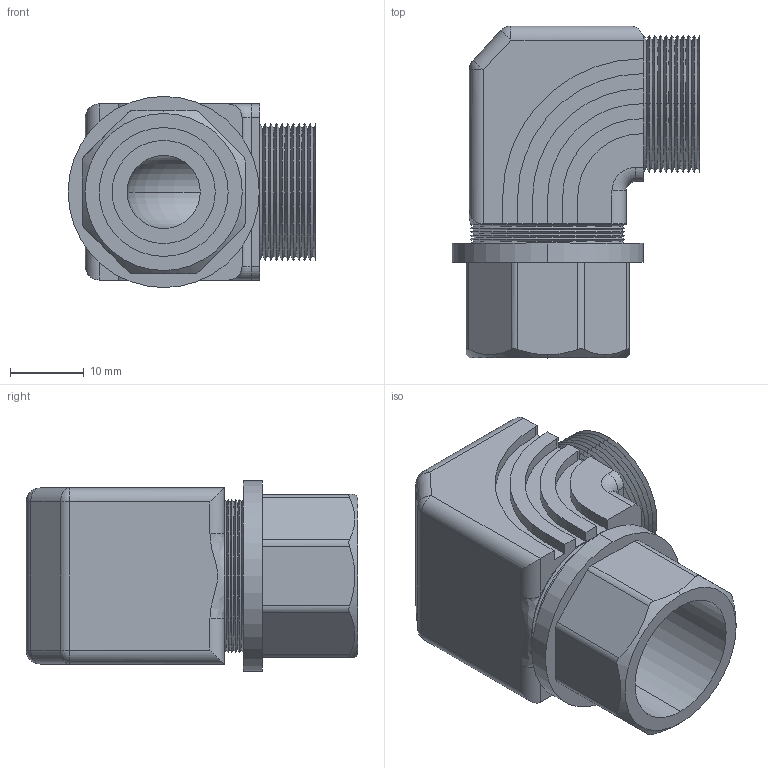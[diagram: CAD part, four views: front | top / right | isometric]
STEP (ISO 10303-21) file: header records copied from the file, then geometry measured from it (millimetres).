
FILE_DESCRIPTION (( 'STEP AP203' ), '1' );
FILE_NAME ('ET09AA-BK.STEP', '2010-05-25T20:00:46', ( 'Owner' ), ( '' ), 'SwSTEP 2.0', 'SolidWorks 2008', '' );
FILE_SCHEMA (( 'CONFIG_CONTROL_DESIGN' ));
Length unit declared in the file: inch
Products named in the file (1): ET09AA-BK
Bounding box: 33.58 x 44.96 x 25.91 mm (x, y, z)
Volume: 16938.5 mm3; surface area: 9038.5 mm2
Topology: 3 solids, 3 shells, 206 faces, 523 edges, 324 vertices
Faces by surface type: cone 82, plane 63, cylinder 52, torus 4, sphere 4, bspline 1
Entity records: 6452 total; most frequent: CARTESIAN_POINT 1288, DIRECTION 1128, ORIENTED_EDGE 1042, EDGE_CURVE 521, AXIS2_PLACEMENT_3D 424, VERTEX_POINT 324, VECTOR 280, LINE 280
